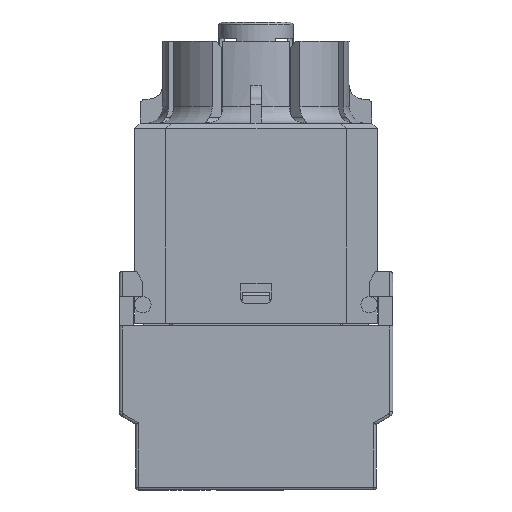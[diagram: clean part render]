
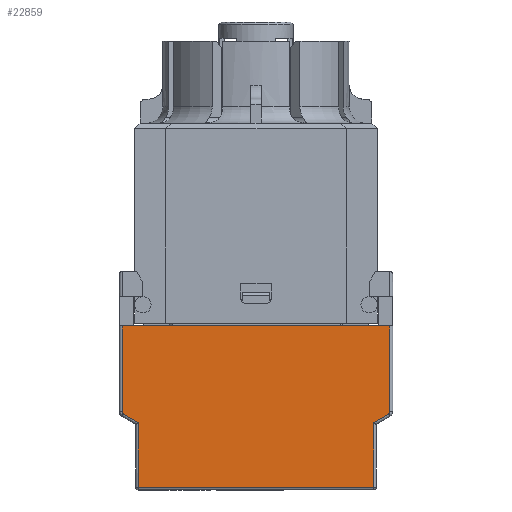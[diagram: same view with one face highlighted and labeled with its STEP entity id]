
A CAD part, left-side view. The second image highlights one B-rep face of the part: STEP entity #22859.
In plain terms, the highlighted planar face has unit normal (-1, 0, 0).
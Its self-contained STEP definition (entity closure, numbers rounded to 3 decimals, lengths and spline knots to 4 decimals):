
#727=FACE_OUTER_BOUND($,#6952,.T.);
#2266=LINE($,#36310,#4669);
#2268=LINE($,#36327,#4671);
#2269=LINE($,#36341,#4672);
#2270=LINE($,#36343,#4673);
#2274=LINE($,#36353,#4677);
#2280=LINE($,#36383,#4683);
#2281=LINE($,#36399,#4684);
#2282=LINE($,#36401,#4685);
#4669=VECTOR($,#26898,0.7845);
#4671=VECTOR($,#26908,0.1588);
#4672=VECTOR($,#26931,0.5894);
#4673=VECTOR($,#26934,2.15);
#4677=VECTOR($,#26946,0.5894);
#4683=VECTOR($,#26972,0.1588);
#4684=VECTOR($,#26981,0.7845);
#4685=VECTOR($,#26984,2.45);
#6952=EDGE_LOOP($,(#16096,#16097,#16098,#16099,#16100,#16101,#16102,#16103,
#16104,#16105));
#8144=CIRCLE($,#24222,0.025);
#8157=CIRCLE($,#24251,0.025);
#9662=VERTEX_POINT($,#36299);
#9664=VERTEX_POINT($,#36307);
#9665=VERTEX_POINT($,#36309);
#9666=VERTEX_POINT($,#36322);
#9667=VERTEX_POINT($,#36326);
#9669=VERTEX_POINT($,#36335);
#9671=VERTEX_POINT($,#36352);
#9676=VERTEX_POINT($,#36381);
#9677=VERTEX_POINT($,#36393);
#9678=VERTEX_POINT($,#36397);
#12136=EDGE_CURVE($,#9664,#9665,#2266,.T.);
#12140=EDGE_CURVE($,#9665,#9666,#8144,.T.);
#12141=EDGE_CURVE($,#9666,#9667,#2268,.T.);
#12149=EDGE_CURVE($,#9667,#9669,#2269,.T.);
#12150=EDGE_CURVE($,#9669,#9662,#2270,.T.);
#12155=EDGE_CURVE($,#9662,#9671,#2274,.T.);
#12167=EDGE_CURVE($,#9671,#9676,#2280,.T.);
#12169=EDGE_CURVE($,#9676,#9677,#8157,.T.);
#12171=EDGE_CURVE($,#9677,#9678,#2281,.T.);
#12172=EDGE_CURVE($,#9664,#9678,#2282,.T.);
#16096=ORIENTED_EDGE($,*,*,#12171,.F.);
#16097=ORIENTED_EDGE($,*,*,#12169,.F.);
#16098=ORIENTED_EDGE($,*,*,#12167,.F.);
#16099=ORIENTED_EDGE($,*,*,#12155,.F.);
#16100=ORIENTED_EDGE($,*,*,#12150,.F.);
#16101=ORIENTED_EDGE($,*,*,#12149,.F.);
#16102=ORIENTED_EDGE($,*,*,#12141,.F.);
#16103=ORIENTED_EDGE($,*,*,#12140,.F.);
#16104=ORIENTED_EDGE($,*,*,#12136,.F.);
#16105=ORIENTED_EDGE($,*,*,#12172,.T.);
#21903=PLANE($,#24254);
#22859=ADVANCED_FACE($,(#727),#21903,.T.);
#24222=AXIS2_PLACEMENT_3D($,#36324,#26904,#26905);
#24251=AXIS2_PLACEMENT_3D($,#36395,#26975,#26976);
#24254=AXIS2_PLACEMENT_3D($,#36400,#26982,#26983);
#26898=DIRECTION($,(0.,0.,-1.));
#26904=DIRECTION('center_axis',(1.,0.,0.));
#26905=DIRECTION('ref_axis',(0.,-0.866,-0.5));
#26908=DIRECTION($,(0.,0.866,-0.5));
#26931=DIRECTION($,(0.,0.,-1.));
#26934=DIRECTION($,(0.,1.,0.));
#26946=DIRECTION($,(0.,0.,1.));
#26972=DIRECTION($,(0.,0.866,0.5));
#26975=DIRECTION('center_axis',(1.,0.,0.));
#26976=DIRECTION('ref_axis',(0.,0.866,-0.5));
#26981=DIRECTION($,(0.,0.,1.));
#26982=DIRECTION('center_axis',(-1.,0.,0.));
#26983=DIRECTION('ref_axis',(0.,0.,
-1.));
#26984=DIRECTION($,(0.,1.,0.));
#36299=CARTESIAN_POINT('',(-0.9596,0.7087,-2.3075));
#36307=CARTESIAN_POINT('',(-0.9596,-1.5913,-0.8325));
#36309=CARTESIAN_POINT('',(-0.9596,-1.5913,-1.617));
#36310=CARTESIAN_POINT($,(-0.9596,-1.5913,-1.4708));
#36322=CARTESIAN_POINT('',(-0.9596,-1.5788,-1.6387));
#36324=CARTESIAN_POINT('Origin',(-0.9596,-1.5663,-1.617));
#36326=CARTESIAN_POINT('',(-0.9596,-1.4413,-1.7181));
#36327=CARTESIAN_POINT($,(-0.9596,-1.1296,-1.898));
#36335=CARTESIAN_POINT('',(-0.9596,-1.4413,-2.3075));
#36341=CARTESIAN_POINT($,(-0.9596,-1.4413,-1.8285));
#36343=CARTESIAN_POINT($,(-0.9596,0.1837,-2.3075));
#36352=CARTESIAN_POINT('',(-0.9596,0.7087,-1.7181));
#36353=CARTESIAN_POINT($,(-0.9596,0.7087,-1.5285));
#36381=CARTESIAN_POINT('',(-0.9596,0.8462,-1.6387));
#36383=CARTESIAN_POINT($,(-0.9596,0.4595,-1.8619));
#36393=CARTESIAN_POINT('',(-0.9596,0.8587,-1.617));
#36395=CARTESIAN_POINT('Origin',(-0.9596,0.8337,-1.617));
#36397=CARTESIAN_POINT('',(-0.9596,0.8587,-0.8325));
#36399=CARTESIAN_POINT($,(-0.9596,0.8587,-0.8285));
#36400=CARTESIAN_POINT('Origin',(-0.9596,-0.3663,
-1.3245));
#36401=CARTESIAN_POINT($,(-0.9596,-0.9913,-0.8325));
